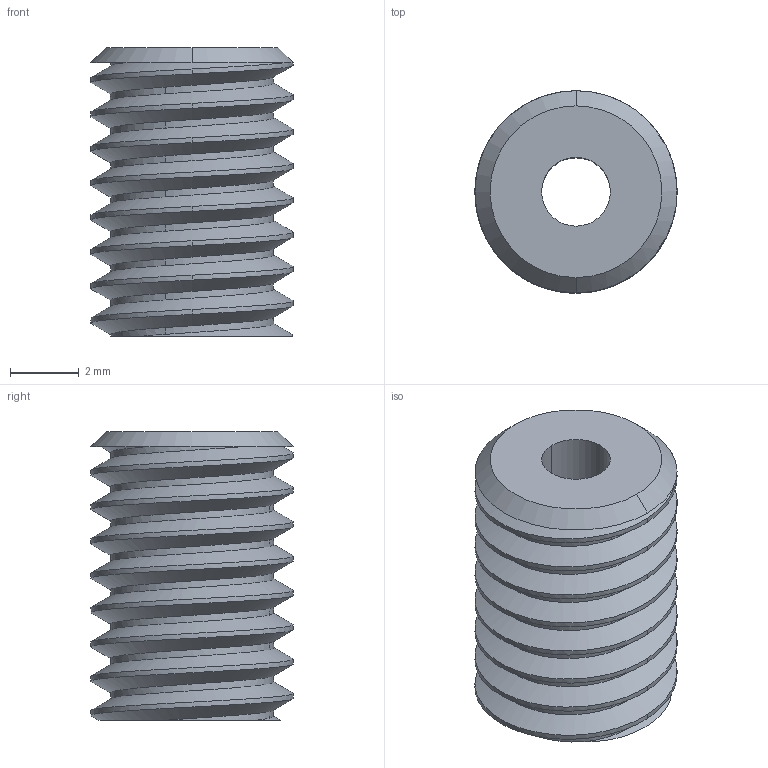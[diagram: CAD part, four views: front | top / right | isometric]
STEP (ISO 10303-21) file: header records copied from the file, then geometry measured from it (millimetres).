
FILE_DESCRIPTION (( 'STEP AP214' ), '1' );
FILE_NAME ('Component2.STEP', '2025-09-18T19:08:14', ( '' ), ( '' ), 'SwSTEP 2.0', 'SolidWorks 2024', '' );
FILE_SCHEMA (( 'AUTOMOTIVE_DESIGN' ));
Length unit declared in the file: millimetre
Products named in the file (1): Component2
Bounding box: 5.88 x 5.89 x 8.4 mm (x, y, z)
Volume: 159.5 mm3; surface area: 323.6 mm2
Topology: 1 solids, 1 shells, 42 faces, 136 edges, 96 vertices
Faces by surface type: cylinder 35, plane 3, cone 2, bspline 2
Full cylindrical faces by diameter (mm): 5.884 x1
Entity records: 4626 total; most frequent: CARTESIAN_POINT 3555, ORIENTED_EDGE 272, DIRECTION 143, EDGE_CURVE 136, VERTEX_POINT 96, B_SPLINE_CURVE_WITH_KNOTS 88, AXIS2_PLACEMENT_3D 54, EDGE_LOOP 44
